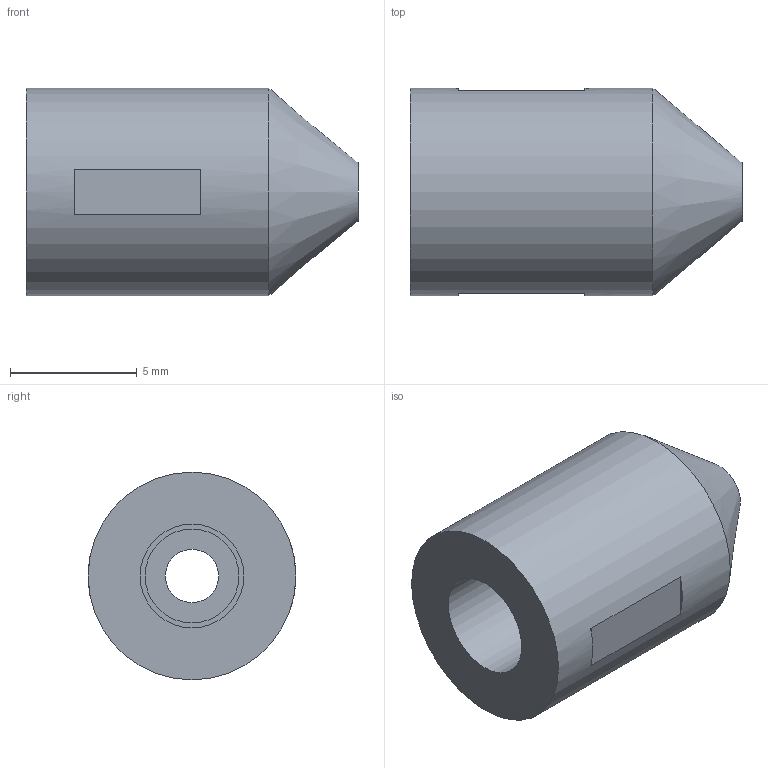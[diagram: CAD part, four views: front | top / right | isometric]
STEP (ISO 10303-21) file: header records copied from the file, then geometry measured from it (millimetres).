
FILE_DESCRIPTION(/* description */ (''),/* implementation_level */ '2;1');
FILE_NAME(/* name */ 'FBFA_5_3.stp',/* time_stamp */ '2022-08-29T14:08:25+02:00',/* author */ ('vakilim'),/* organization */ (''),/* preprocessor_version */ 'ST-DEVELOPER v19.2',/* originating_system */ 'Autodesk Inventor 2023',/* authorisation */ '');
FILE_SCHEMA (('AUTOMOTIVE_DESIGN { 1 0 10303 214 3 1 1 }'));
Length unit declared in the file: millimetre
Products named in the file (1): FBFA_5_3
Bounding box: 13.11 x 8.2 x 8.2 mm (x, y, z)
Volume: 437.2 mm3; surface area: 528.9 mm2
Topology: 1 solids, 1 shells, 15 faces, 29 edges, 19 vertices
Faces by surface type: plane 10, cylinder 4, cone 1
Full cylindrical faces by diameter (mm): 2.1 x1, 3.7 x1, 4.1 x1, 8.2 x1
Entity records: 437 total; most frequent: DIRECTION 76, CARTESIAN_POINT 64, ORIENTED_EDGE 58, AXIS2_PLACEMENT_3D 31, EDGE_CURVE 29, EDGE_LOOP 20, VERTEX_POINT 19, FACE_OUTER_BOUND 15
